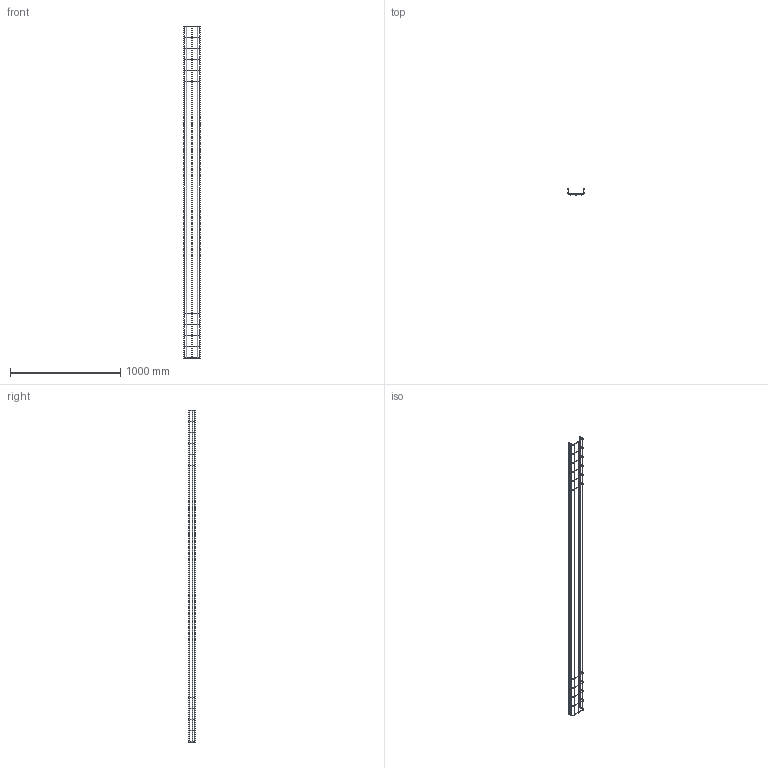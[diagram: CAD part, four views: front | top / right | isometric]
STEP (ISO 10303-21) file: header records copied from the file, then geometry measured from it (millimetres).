
FILE_DESCRIPTION (( 'STEP AP214' ), '1' );
FILE_NAME ('6000190.STEP', '2025-04-24T07:05:19', ( '' ), ( '' ), 'SwSTEP 2.0', 'SolidWorks 2024', '' );
FILE_SCHEMA (( 'AUTOMOTIVE_DESIGN' ));
Length unit declared in the file: millimetre
Products named in the file (1): 6000190
Bounding box: 150 x 55 x 3005.9 mm (x, y, z)
Volume: 641948.8 mm3; surface area: 433920.3 mm2
Topology: 1 solids, 1 shells, 160 faces, 647 edges, 402 vertices
Faces by surface type: cylinder 80, torus 44, plane 36
Entity records: 11138 total; most frequent: CARTESIAN_POINT 5918, ORIENTED_EDGE 1294, DIRECTION 931, EDGE_CURVE 647, VERTEX_POINT 402, AXIS2_PLACEMENT_3D 365, B_SPLINE_CURVE_WITH_KNOTS 242, CIRCLE 204
